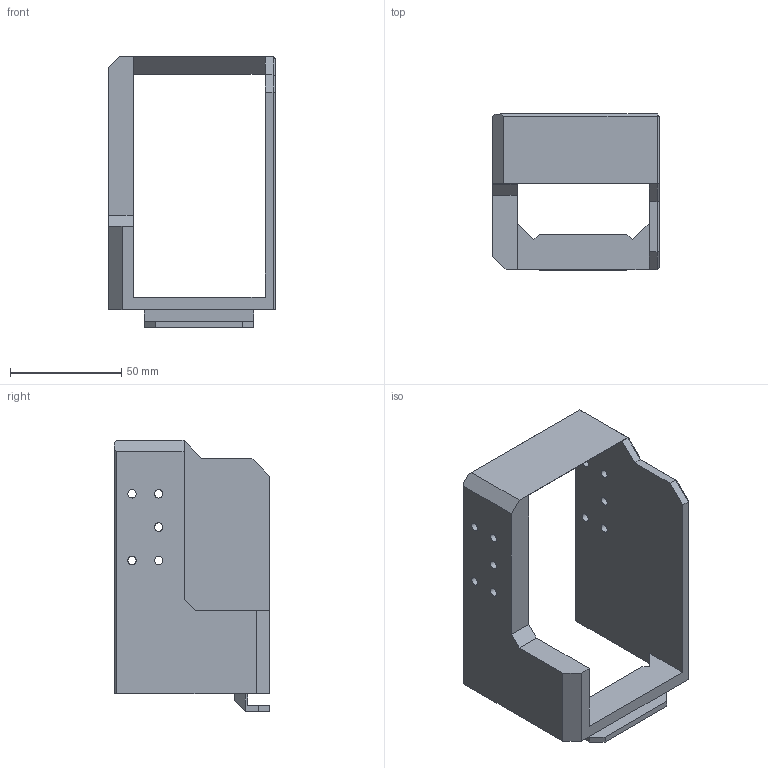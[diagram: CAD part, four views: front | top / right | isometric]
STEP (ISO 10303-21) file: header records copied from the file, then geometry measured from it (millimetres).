
FILE_DESCRIPTION(/* description */ (''),/* implementation_level */ '2;1');
FILE_NAME(/* name */ '',/* time_stamp */ '2025-09-03T05:39:05+08:00',/* author */ ('Piw'),/* organization */ (''),/* preprocessor_version */ 'ST-DEVELOPER v20',/* originating_system */ 'Autodesk Inventor 2025',/* authorisation */ '');
FILE_SCHEMA (('AUTOMOTIVE_DESIGN { 1 0 10303 214 3 1 1 }'));
Length unit declared in the file: millimetre
Products named in the file (1): 电气架
Bounding box: 75 x 70 x 122 mm (x, y, z)
Volume: 107823.3 mm3; surface area: 38676.5 mm2
Topology: 1 solids, 1 shells, 55 faces, 155 edges, 101 vertices
Faces by surface type: plane 45, cylinder 10
Full cylindrical faces by diameter (mm): 3.8 x10
Entity records: 1847 total; most frequent: CARTESIAN_POINT 312, ORIENTED_EDGE 310, DIRECTION 287, EDGE_CURVE 155, LINE 135, VECTOR 135, VERTEX_POINT 100, AXIS2_PLACEMENT_3D 76
